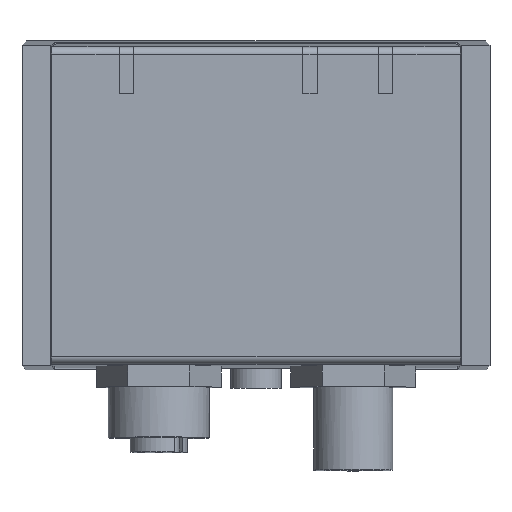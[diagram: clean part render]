
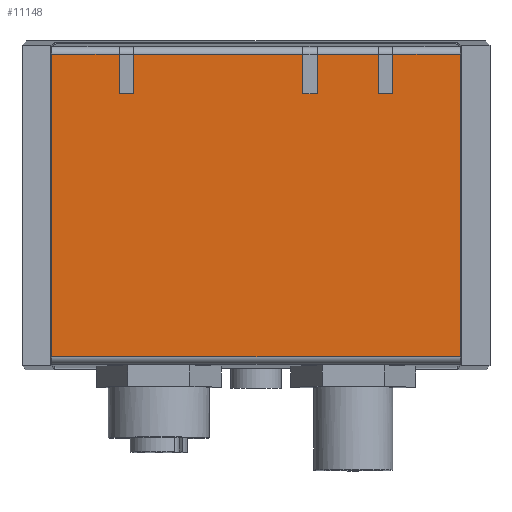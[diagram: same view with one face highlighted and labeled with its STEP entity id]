
A CAD part, top view. The second image highlights one B-rep face of the part: STEP entity #11148.
In plain terms, the highlighted planar face has unit normal (0, 0, 1).
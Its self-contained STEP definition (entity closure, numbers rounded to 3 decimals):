
#2801=DIRECTION('',(0.,1.,0.));
#2802=VECTOR('',#2801,42.057);
#2803=CARTESIAN_POINT('',(28.386,-21.029,25.));
#2804=LINE('',#2803,#2802);
#3036=DIRECTION('',(1.,0.,0.));
#3037=VECTOR('',#3036,56.773);
#3038=CARTESIAN_POINT('',(-28.386,-21.029,
25.));
#3039=LINE('',#3038,#3037);
#3040=CARTESIAN_POINT('',(28.386,-21.029,25.));
#3059=DIRECTION('',(0.,1.,0.));
#3060=VECTOR('',#3059,5.529);
#3061=CARTESIAN_POINT('',(17.,15.5,25.));
#3062=LINE('',#3061,#3060);
#3063=DIRECTION('',(1.,0.,0.));
#3064=VECTOR('',#3063,2.);
#3065=CARTESIAN_POINT('',(17.,15.5,25.));
#3066=LINE('',#3065,#3064);
#3067=DIRECTION('',(0.,1.,0.));
#3068=VECTOR('',#3067,5.529);
#3069=CARTESIAN_POINT('',(19.,15.5,25.));
#3070=LINE('',#3069,#3068);
#3071=DIRECTION('',(0.,1.,0.));
#3072=VECTOR('',#3071,42.057);
#3073=CARTESIAN_POINT('',(-28.386,-21.029,
25.));
#3074=LINE('',#3073,#3072);
#3075=DIRECTION('',(0.,1.,0.));
#3076=VECTOR('',#3075,5.529);
#3077=CARTESIAN_POINT('',(-19.,15.5,25.));
#3078=LINE('',#3077,#3076);
#3079=DIRECTION('',(1.,0.,0.));
#3080=VECTOR('',#3079,2.);
#3081=CARTESIAN_POINT('',(-19.,15.5,25.));
#3082=LINE('',#3081,#3080);
#3083=DIRECTION('',(0.,1.,0.));
#3084=VECTOR('',#3083,5.529);
#3085=CARTESIAN_POINT('',(-17.,15.5,25.));
#3086=LINE('',#3085,#3084);
#3087=DIRECTION('',(0.,1.,0.));
#3088=VECTOR('',#3087,5.529);
#3089=CARTESIAN_POINT('',(6.5,15.499,25.));
#3090=LINE('',#3089,#3088);
#3091=DIRECTION('',(1.,0.,0.));
#3092=VECTOR('',#3091,2.);
#3093=CARTESIAN_POINT('',(6.5,15.499,25.));
#3094=LINE('',#3093,#3092);
#3095=DIRECTION('',(0.,1.,0.));
#3096=VECTOR('',#3095,5.529);
#3097=CARTESIAN_POINT('',(8.5,15.499,25.));
#3098=LINE('',#3097,#3096);
#3125=DIRECTION('',(-1.,0.,0.));
#3126=VECTOR('',#3125,8.5);
#3127=CARTESIAN_POINT('',(17.,21.029,25.));
#3128=LINE('',#3127,#3126);
#3194=DIRECTION('',(-1.,0.,0.));
#3195=VECTOR('',#3194,23.5);
#3196=CARTESIAN_POINT('',(6.5,21.029,25.));
#3197=LINE('',#3196,#3195);
#3245=DIRECTION('',(-1.,0.,0.));
#3246=VECTOR('',#3245,9.386);
#3247=CARTESIAN_POINT('',(-19.,21.029,25.));
#3248=LINE('',#3247,#3246);
#3249=CARTESIAN_POINT('',(-28.386,21.029,25.));
#3361=DIRECTION('',(-1.,0.,0.));
#3362=VECTOR('',#3361,9.386);
#3363=CARTESIAN_POINT('',(28.386,21.029,25.));
#3364=LINE('',#3363,#3362);
#5359=VERTEX_POINT('',#3249);
#5360=CARTESIAN_POINT('',(-28.386,-21.029,
25.));
#5361=VERTEX_POINT('',#5360);
#5443=VERTEX_POINT('',#3040);
#5444=CARTESIAN_POINT('',(28.386,21.029,25.));
#5445=VERTEX_POINT('',#5444);
#6256=CARTESIAN_POINT('',(6.5,15.499,25.));
#6257=CARTESIAN_POINT('',(6.5,21.029,25.));
#6258=VERTEX_POINT('',#6256);
#6259=VERTEX_POINT('',#6257);
#6260=CARTESIAN_POINT('',(8.5,15.499,25.));
#6261=CARTESIAN_POINT('',(8.5,21.029,25.));
#6262=VERTEX_POINT('',#6260);
#6263=VERTEX_POINT('',#6261);
#6264=CARTESIAN_POINT('',(-19.,15.5,25.));
#6265=CARTESIAN_POINT('',(-19.,21.029,25.));
#6266=VERTEX_POINT('',#6264);
#6267=VERTEX_POINT('',#6265);
#6268=CARTESIAN_POINT('',(-17.,15.5,25.));
#6269=CARTESIAN_POINT('',(-17.,21.029,25.));
#6270=VERTEX_POINT('',#6268);
#6271=VERTEX_POINT('',#6269);
#6272=CARTESIAN_POINT('',(17.,15.5,25.));
#6273=CARTESIAN_POINT('',(17.,21.029,25.));
#6274=VERTEX_POINT('',#6272);
#6275=VERTEX_POINT('',#6273);
#6276=CARTESIAN_POINT('',(19.,15.5,25.));
#6277=CARTESIAN_POINT('',(19.,21.029,25.));
#6278=VERTEX_POINT('',#6276);
#6279=VERTEX_POINT('',#6277);
#11112=CARTESIAN_POINT('',(0.,0.,25.));
#11113=DIRECTION('',(0.,0.,1.));
#11114=DIRECTION('',(1.,0.,0.));
#11115=AXIS2_PLACEMENT_3D('',#11112,#11113,#11114);
#11116=PLANE('',#11115);
#11118=ORIENTED_EDGE('',*,*,#11117,.F.);
#11120=ORIENTED_EDGE('',*,*,#11119,.T.);
#11122=ORIENTED_EDGE('',*,*,#11121,.T.);
#11124=ORIENTED_EDGE('',*,*,#11123,.F.);
#11125=ORIENTED_EDGE('',*,*,#10692,.F.);
#11126=ORIENTED_EDGE('',*,*,#11098,.F.);
#11127=ORIENTED_EDGE('',*,*,#10227,.T.);
#11129=ORIENTED_EDGE('',*,*,#11128,.F.);
#11131=ORIENTED_EDGE('',*,*,#11130,.F.);
#11133=ORIENTED_EDGE('',*,*,#11132,.T.);
#11135=ORIENTED_EDGE('',*,*,#11134,.T.);
#11137=ORIENTED_EDGE('',*,*,#11136,.F.);
#11139=ORIENTED_EDGE('',*,*,#11138,.F.);
#11141=ORIENTED_EDGE('',*,*,#11140,.T.);
#11143=ORIENTED_EDGE('',*,*,#11142,.T.);
#11145=ORIENTED_EDGE('',*,*,#11144,.F.);
#11146=EDGE_LOOP('',(#11118,#11120,#11122,#11124,#11125,#11126,#11127,#11129,
#11131,#11133,#11135,#11137,#11139,#11141,#11143,#11145));
#11147=FACE_OUTER_BOUND('',#11146,.F.);
#11148=ADVANCED_FACE('',(#11147),#11116,.T.);
#10227=EDGE_CURVE('',#5361,#5359,#3074,.T.);
#10692=EDGE_CURVE('',#5443,#5445,#2804,.T.);
#11098=EDGE_CURVE('',#5361,#5443,#3039,.T.);
#11117=EDGE_CURVE('',#6274,#6275,#3062,.T.);
#11119=EDGE_CURVE('',#6274,#6278,#3066,.T.);
#11121=EDGE_CURVE('',#6278,#6279,#3070,.T.);
#11123=EDGE_CURVE('',#5445,#6279,#3364,.T.);
#11128=EDGE_CURVE('',#6267,#5359,#3248,.T.);
#11130=EDGE_CURVE('',#6266,#6267,#3078,.T.);
#11132=EDGE_CURVE('',#6266,#6270,#3082,.T.);
#11134=EDGE_CURVE('',#6270,#6271,#3086,.T.);
#11136=EDGE_CURVE('',#6259,#6271,#3197,.T.);
#11138=EDGE_CURVE('',#6258,#6259,#3090,.T.);
#11140=EDGE_CURVE('',#6258,#6262,#3094,.T.);
#11142=EDGE_CURVE('',#6262,#6263,#3098,.T.);
#11144=EDGE_CURVE('',#6275,#6263,#3128,.T.);
